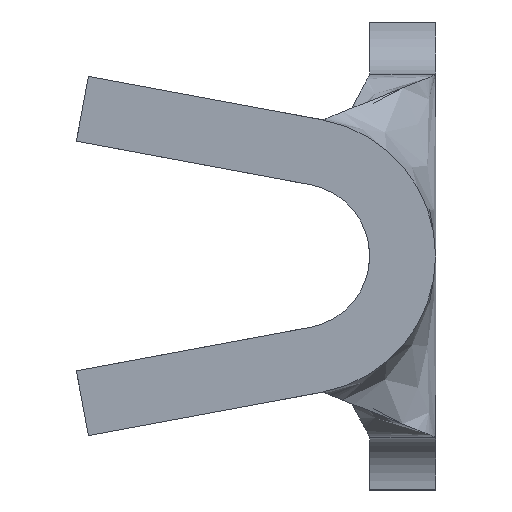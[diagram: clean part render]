
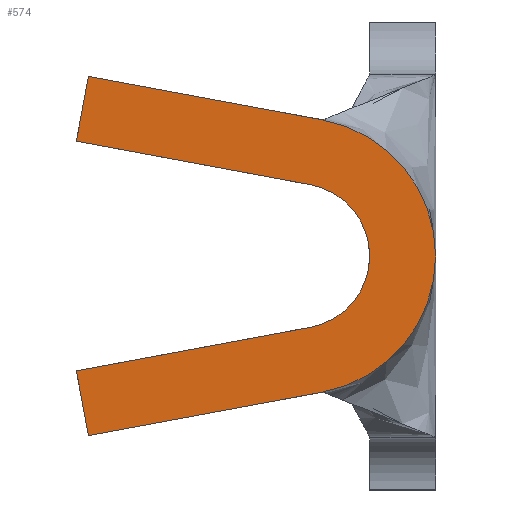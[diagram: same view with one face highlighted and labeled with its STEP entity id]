
A CAD part, left-side view. The second image highlights one B-rep face of the part: STEP entity #574.
In plain terms, the highlighted planar face has unit normal (-1, 0, 0).
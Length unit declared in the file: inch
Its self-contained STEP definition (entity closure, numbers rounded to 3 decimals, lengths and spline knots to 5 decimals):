
#4 = CARTESIAN_POINT ( 'NONE',  ( -0.602, 0.03432, 0.04129 ) ) ;
#36 = DIRECTION ( 'NONE',  ( 0., 0., -1. ) ) ;
#137 = CARTESIAN_POINT ( 'NONE',  ( -0.602, 0.03798, -0.02163 ) ) ;
#251 = DIRECTION ( 'NONE',  ( 0., 0.983, -0.183 ) ) ;
#301 = DIRECTION ( 'NONE',  ( 1., 0., 0. ) ) ;
#402 = ORIENTED_EDGE ( 'NONE', *, *, #2847, .F. ) ;
#405 = VECTOR ( 'NONE', #3428, 39.37008 ) ;
#463 = VERTEX_POINT ( 'NONE', #655 ) ;
#525 = LINE ( 'NONE', #137, #405 ) ;
#574 = ADVANCED_FACE ( 'NONE', ( #3762 ), #2909, .F. ) ;
#655 = CARTESIAN_POINT ( 'NONE',  ( -0.602, 0.03432, -0.04129 ) ) ;
#918 = EDGE_CURVE ( 'NONE', #4467, #5213, #525, .T. ) ;
#971 = EDGE_CURVE ( 'NONE', #2787, #1315, #3438, .T. ) ;
#1006 = LINE ( 'NONE', #2697, #2088 ) ;
#1209 = ORIENTED_EDGE ( 'NONE', *, *, #918, .F. ) ;
#1315 = VERTEX_POINT ( 'NONE', #3469 ) ;
#1380 = CARTESIAN_POINT ( 'NONE',  ( -0.602, 0.10534, -0.0545 ) ) ;
#1391 = DIRECTION ( 'NONE',  ( 1., 0., 0. ) ) ;
#1494 = EDGE_CURVE ( 'NONE', #4520, #4305, #3823, .T. ) ;
#1608 = AXIS2_PLACEMENT_3D ( 'NONE', #3896, #1391, #4294 ) ;
#1641 = ORIENTED_EDGE ( 'NONE', *, *, #4669, .F. ) ;
#1711 = VECTOR ( 'NONE', #1930, 39.37008 ) ;
#1815 = VECTOR ( 'NONE', #2670, 39.37008 ) ;
#1851 = CARTESIAN_POINT ( 'NONE',  ( -0.602, 0.03432, 0.04129 ) ) ;
#1930 = DIRECTION ( 'NONE',  ( 0., -0.983, -0.183 ) ) ;
#1949 = DIRECTION ( 'NONE',  ( 0., 0.983, 0.183 ) ) ;
#2088 = VECTOR ( 'NONE', #251, 39.37008 ) ;
#2145 = VECTOR ( 'NONE', #2829, 39.37008 ) ;
#2260 = EDGE_CURVE ( 'NONE', #1315, #4520, #4252, .T. ) ;
#2391 = CARTESIAN_POINT ( 'NONE',  ( -0.602, 0.042, 0. ) ) ;
#2418 = ORIENTED_EDGE ( 'NONE', *, *, #971, .F. ) ;
#2662 = EDGE_LOOP ( 'NONE', ( #3266, #3995, #4513, #2418, #402, #1209, #2870, #1641 ) ) ;
#2670 = DIRECTION ( 'NONE',  ( 0., 0.183, 0.983 ) ) ;
#2697 = CARTESIAN_POINT ( 'NONE',  ( -0.602, 0.03432, -0.04129 ) ) ;
#2709 = CARTESIAN_POINT ( 'NONE',  ( -0.602, 0.03798, 0.02163 ) ) ;
#2787 = VERTEX_POINT ( 'NONE', #2798 ) ;
#2798 = CARTESIAN_POINT ( 'NONE',  ( -0.602, 0.03798, 0.02163 ) ) ;
#2818 = LINE ( 'NONE', #5137, #1815 ) ;
#2829 = DIRECTION ( 'NONE',  ( 0., -0.183, 0.983 ) ) ;
#2835 = DIRECTION ( 'NONE',  ( 0., 0., -1. ) ) ;
#2837 = CARTESIAN_POINT ( 'NONE',  ( -0.602, 0.042, 0. ) ) ;
#2847 = EDGE_CURVE ( 'NONE', #5213, #2787, #3019, .T. ) ;
#2870 = ORIENTED_EDGE ( 'NONE', *, *, #3182, .F. ) ;
#2909 = PLANE ( 'NONE',  #4780 ) ;
#3019 = CIRCLE ( 'NONE', #3612, 0.022 ) ;
#3022 = CARTESIAN_POINT ( 'NONE',  ( -0.602, 0.10534, 0.0545 ) ) ;
#3182 = EDGE_CURVE ( 'NONE', #5015, #4467, #2818, .T. ) ;
#3266 = ORIENTED_EDGE ( 'NONE', *, *, #5126, .F. ) ;
#3428 = DIRECTION ( 'NONE',  ( 0., -0.983, 0.183 ) ) ;
#3438 = LINE ( 'NONE', #2709, #3695 ) ;
#3469 = CARTESIAN_POINT ( 'NONE',  ( -0.602, 0.109, 0.03484 ) ) ;
#3612 = AXIS2_PLACEMENT_3D ( 'NONE', #2391, #5292, #2835 ) ;
#3695 = VECTOR ( 'NONE', #1949, 39.37008 ) ;
#3762 = FACE_OUTER_BOUND ( 'NONE', #2662, .T. ) ;
#3823 = LINE ( 'NONE', #1851, #1711 ) ;
#3844 = CARTESIAN_POINT ( 'NONE',  ( -0.602, 0.109, -0.03484 ) ) ;
#3896 = CARTESIAN_POINT ( 'NONE',  ( -0.602, 0.042, 0. ) ) ;
#3995 = ORIENTED_EDGE ( 'NONE', *, *, #1494, .F. ) ;
#4046 = CARTESIAN_POINT ( 'NONE',  ( -0.602, 0.109, 0.03484 ) ) ;
#4252 = LINE ( 'NONE', #4046, #2145 ) ;
#4294 = DIRECTION ( 'NONE',  ( 0., 0., -1. ) ) ;
#4305 = VERTEX_POINT ( 'NONE', #4 ) ;
#4315 = CARTESIAN_POINT ( 'NONE',  ( -0.602, 0.03798, -0.02163 ) ) ;
#4467 = VERTEX_POINT ( 'NONE', #3844 ) ;
#4513 = ORIENTED_EDGE ( 'NONE', *, *, #2260, .F. ) ;
#4520 = VERTEX_POINT ( 'NONE', #3022 ) ;
#4669 = EDGE_CURVE ( 'NONE', #463, #5015, #1006, .T. ) ;
#4780 = AXIS2_PLACEMENT_3D ( 'NONE', #2837, #301, #36 ) ;
#5015 = VERTEX_POINT ( 'NONE', #1380 ) ;
#5126 = EDGE_CURVE ( 'NONE', #4305, #463, #5277, .T. ) ;
#5137 = CARTESIAN_POINT ( 'NONE',  ( -0.602, 0.109, -0.03484 ) ) ;
#5213 = VERTEX_POINT ( 'NONE', #4315 ) ;
#5277 = CIRCLE ( 'NONE', #1608, 0.042 ) ;
#5292 = DIRECTION ( 'NONE',  ( -1., 0., 0. ) ) ;
